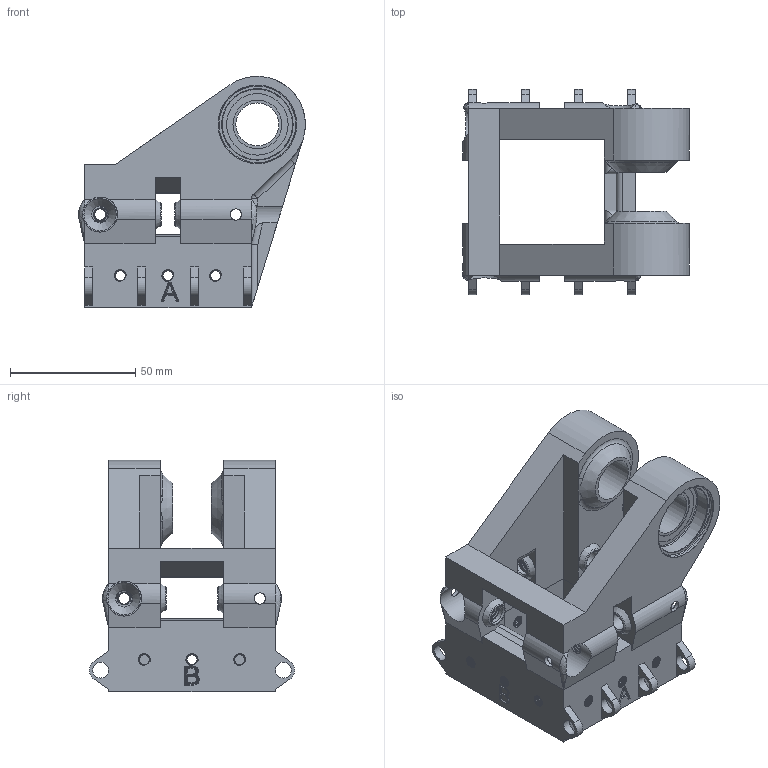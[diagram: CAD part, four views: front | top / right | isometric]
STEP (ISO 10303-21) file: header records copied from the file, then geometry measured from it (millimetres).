
FILE_DESCRIPTION(/* description */ (''),/* implementation_level */ '2;1');
FILE_NAME(/* name */ 'Outer Tube Bearing Block.step',/* time_stamp */ '2023-09-19T19:02:54-04:00',/* author */ (''),/* organization */ (''),/* preprocessor_version */ 'ST-DEVELOPER v20',/* originating_system */ 'Autodesk Translation Framework v12.9.0.99',/* authorisation */ '');
FILE_SCHEMA (('AUTOMOTIVE_DESIGN { 1 0 10303 214 3 1 1 }'));
Products named in the file (1): Outer Tube Bearing Block
Bounding box: 90.55 x 81.88 x 92.3 mm (x, y, z)
Volume: 160017.8 mm3; surface area: 53283.1 mm2
Topology: 1 solids, 1 shells, 702 faces, 2017 edges, 1311 vertices
Faces by surface type: cylinder 385, plane 174, bspline 92, torus 31, cone 18, sphere 2
Full cylindrical faces by diameter (mm): 4.064 x30, 4.496 x4, 4.826 x50, 5.116 x17, 6.35 x26, 6.756 x8, 13.995 x4, 17.151 x2, 19.458 x2, 24.575 x2, 28.829 x2, 31.374 x2
Entity records: 41635 total; most frequent: CARTESIAN_POINT 24955, ORIENTED_EDGE 4006, DIRECTION 2647, EDGE_CURVE 2003, VERTEX_POINT 1311, AXIS2_PLACEMENT_3D 940, B_SPLINE_CURVE_WITH_KNOTS 903, EDGE_LOOP 782
